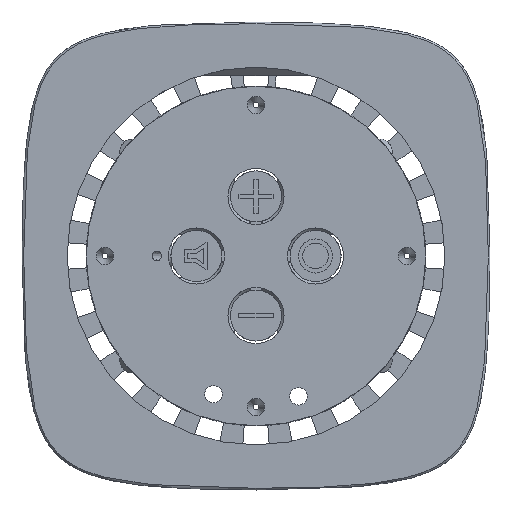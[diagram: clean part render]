
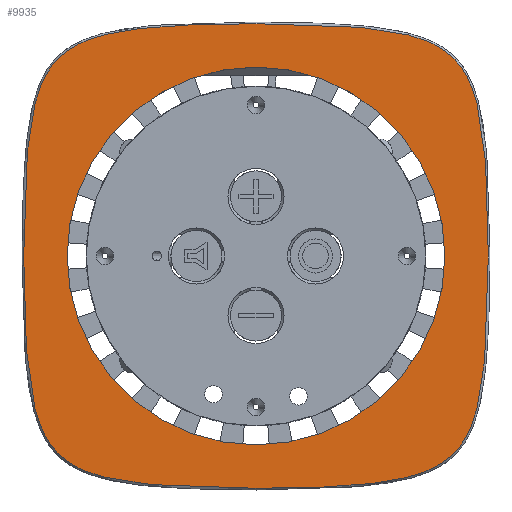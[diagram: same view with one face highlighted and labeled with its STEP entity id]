
A CAD part, top view. The second image highlights one B-rep face of the part: STEP entity #9935.
In plain terms, the highlighted planar face has unit normal (0, 0, 1).
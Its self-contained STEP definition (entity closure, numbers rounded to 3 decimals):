
#222=FACE_BOUND('',#1525,.T.);
#464=PLANE('',#10792);
#627=B_SPLINE_CURVE_WITH_KNOTS('',3,(#16646,#16647,#16648,#16649,#16650,
#16651,#16652,#16653,#16654,#16655,#16656),.UNSPECIFIED.,.F.,.F.,(4,1,1,
1,1,1,1,1,4),(0.,2.562,5.124,7.686,
10.248,11.529,12.81,15.372,17.934),
 .UNSPECIFIED.);
#629=B_SPLINE_CURVE_WITH_KNOTS('',3,(#16881,#16882,#16883,#16884,#16885,
#16886,#16887,#16888,#16889,#16890,#16891,#16892,#16893),.UNSPECIFIED.,
 .F.,.F.,(4,1,1,1,1,1,1,1,1,1,4),(0.,2.562,
5.124,6.725,7.686,10.248,11.529,
12.81,13.771,15.372,17.934),
 .UNSPECIFIED.);
#631=B_SPLINE_CURVE_WITH_KNOTS('',3,(#16952,#16953,#16954,#16955,#16956,
#16957,#16958,#16959,#16960,#16961,#16962),.UNSPECIFIED.,.F.,.F.,(4,1,1,
1,1,1,1,1,4),(0.,2.562,5.124,7.686,
10.248,11.529,12.81,15.372,17.934),
 .UNSPECIFIED.);
#633=B_SPLINE_CURVE_WITH_KNOTS('',3,(#17190,#17191,#17192,#17193,#17194,
#17195,#17196,#17197,#17198,#17199,#17200,#17201,#17202),.UNSPECIFIED.,
 .F.,.F.,(4,1,1,1,1,1,1,1,1,1,4),(0.,2.562,
5.124,6.725,7.686,10.248,11.529,
12.81,14.411,15.372,17.934),
 .UNSPECIFIED.);
#960=FACE_OUTER_BOUND('',#1524,.T.);
#1524=EDGE_LOOP('',(#8305,#8306,#8307,#8308));
#1525=EDGE_LOOP('',(#8309));
#3846=CIRCLE('',#10793,44.4);
#4747=VERTEX_POINT('',#16629);
#4750=VERTEX_POINT('',#16644);
#4751=VERTEX_POINT('',#16709);
#4753=VERTEX_POINT('',#16938);
#4758=VERTEX_POINT('',#17282);
#6037=EDGE_CURVE('',#4750,#4747,#627,.T.);
#6040=EDGE_CURVE('',#4747,#4751,#629,.T.);
#6043=EDGE_CURVE('',#4751,#4753,#631,.T.);
#6045=EDGE_CURVE('',#4753,#4750,#633,.T.);
#6051=EDGE_CURVE('',#4758,#4758,#3846,.T.);
#8305=ORIENTED_EDGE('',*,*,#6037,.F.);
#8306=ORIENTED_EDGE('',*,*,#6045,.F.);
#8307=ORIENTED_EDGE('',*,*,#6043,.F.);
#8308=ORIENTED_EDGE('',*,*,#6040,.F.);
#8309=ORIENTED_EDGE('',*,*,#6051,.T.);
#9935=ADVANCED_FACE('',(#960,#222),#464,.T.);
#10792=AXIS2_PLACEMENT_3D('',#17281,#13040,#13041);
#10793=AXIS2_PLACEMENT_3D('',#17283,#13042,#13043);
#13040=DIRECTION('center_axis',(0.,0.,1.));
#13041=DIRECTION('ref_axis',(1.,0.,0.));
#13042=DIRECTION('center_axis',(0.,0.,-1.));
#13043=DIRECTION('ref_axis',(-1.,0.,0.));
#16629=CARTESIAN_POINT('',(54.6,0.,157.895));
#16644=CARTESIAN_POINT('',(0.,54.6,157.895));
#16646=CARTESIAN_POINT('Ctrl Pts',(0.,54.6,157.895));
#16647=CARTESIAN_POINT('Ctrl Pts',(8.534,54.6,157.895));
#16648=CARTESIAN_POINT('Ctrl Pts',(22.373,54.23,157.895));
#16649=CARTESIAN_POINT('Ctrl Pts',(35.576,52.452,157.895));
#16650=CARTESIAN_POINT('Ctrl Pts',(43.867,49.23,157.895));
#16651=CARTESIAN_POINT('Ctrl Pts',(48.255,44.926,157.895));
#16652=CARTESIAN_POINT('Ctrl Pts',(50.772,39.898,157.895));
#16653=CARTESIAN_POINT('Ctrl Pts',(52.707,33.605,157.895));
#16654=CARTESIAN_POINT('Ctrl Pts',(54.232,22.487,157.895));
#16655=CARTESIAN_POINT('Ctrl Pts',(54.6,8.575,157.895));
#16656=CARTESIAN_POINT('Ctrl Pts',(54.6,0.,157.895));
#16709=CARTESIAN_POINT('',(0.,-54.6,157.895));
#16881=CARTESIAN_POINT('Ctrl Pts',(54.6,0.,157.895));
#16882=CARTESIAN_POINT('Ctrl Pts',(54.6,-8.534,157.895));
#16883=CARTESIAN_POINT('Ctrl Pts',(54.232,-22.369,157.895));
#16884=CARTESIAN_POINT('Ctrl Pts',(52.671,-33.933,157.895));
#16885=CARTESIAN_POINT('Ctrl Pts',(50.709,-40.063,157.895));
#16886=CARTESIAN_POINT('Ctrl Pts',(48.152,-44.979,157.895));
#16887=CARTESIAN_POINT('Ctrl Pts',(44.928,-48.244,157.895));
#16888=CARTESIAN_POINT('Ctrl Pts',(39.897,-50.775,157.895));
#16889=CARTESIAN_POINT('Ctrl Pts',(35.568,-52.101,157.895));
#16890=CARTESIAN_POINT('Ctrl Pts',(29.721,-53.241,157.895));
#16891=CARTESIAN_POINT('Ctrl Pts',(19.87,-54.301,157.895));
#16892=CARTESIAN_POINT('Ctrl Pts',(8.575,-54.6,157.895));
#16893=CARTESIAN_POINT('Ctrl Pts',(0.,-54.6,157.895));
#16938=CARTESIAN_POINT('',(-54.6,0.,157.895));
#16952=CARTESIAN_POINT('Ctrl Pts',(0.,-54.6,157.895));
#16953=CARTESIAN_POINT('Ctrl Pts',(-8.534,-54.6,157.895));
#16954=CARTESIAN_POINT('Ctrl Pts',(-22.373,-54.23,
157.895));
#16955=CARTESIAN_POINT('Ctrl Pts',(-35.576,-52.452,
157.895));
#16956=CARTESIAN_POINT('Ctrl Pts',(-43.867,-49.23,
157.895));
#16957=CARTESIAN_POINT('Ctrl Pts',(-48.255,-44.926,
157.895));
#16958=CARTESIAN_POINT('Ctrl Pts',(-50.772,-39.898,
157.895));
#16959=CARTESIAN_POINT('Ctrl Pts',(-52.707,-33.605,
157.895));
#16960=CARTESIAN_POINT('Ctrl Pts',(-54.232,-22.487,
157.895));
#16961=CARTESIAN_POINT('Ctrl Pts',(-54.6,-8.575,157.895));
#16962=CARTESIAN_POINT('Ctrl Pts',(-54.6,0.,157.895));
#17190=CARTESIAN_POINT('Ctrl Pts',(-54.6,0.,157.895));
#17191=CARTESIAN_POINT('Ctrl Pts',(-54.6,8.534,157.895));
#17192=CARTESIAN_POINT('Ctrl Pts',(-54.232,22.369,157.895));
#17193=CARTESIAN_POINT('Ctrl Pts',(-52.671,33.933,157.895));
#17194=CARTESIAN_POINT('Ctrl Pts',(-50.709,40.063,157.895));
#17195=CARTESIAN_POINT('Ctrl Pts',(-48.152,44.979,157.895));
#17196=CARTESIAN_POINT('Ctrl Pts',(-44.928,48.244,157.895));
#17197=CARTESIAN_POINT('Ctrl Pts',(-39.897,50.775,157.895));
#17198=CARTESIAN_POINT('Ctrl Pts',(-34.781,52.343,157.895));
#17199=CARTESIAN_POINT('Ctrl Pts',(-28.608,53.393,157.895));
#17200=CARTESIAN_POINT('Ctrl Pts',(-18.132,54.347,157.895));
#17201=CARTESIAN_POINT('Ctrl Pts',(-8.575,54.6,157.895));
#17202=CARTESIAN_POINT('Ctrl Pts',(0.,54.6,157.895));
#17281=CARTESIAN_POINT('Origin',(0.,0.,157.895));
#17282=CARTESIAN_POINT('',(-44.4,0.,157.895));
#17283=CARTESIAN_POINT('Origin',(0.,0.,157.895));
